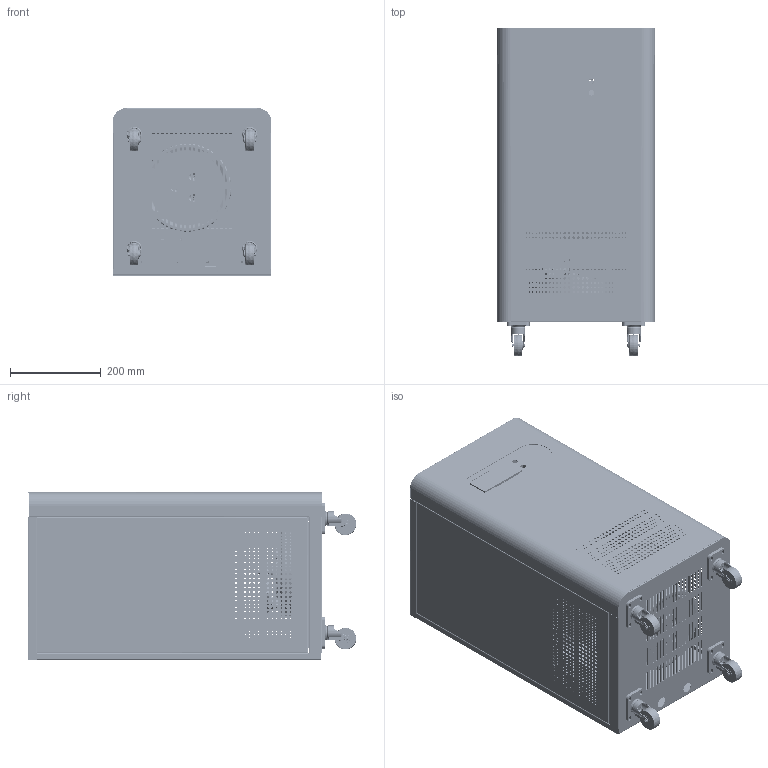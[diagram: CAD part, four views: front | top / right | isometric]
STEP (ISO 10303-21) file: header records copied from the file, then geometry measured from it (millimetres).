
FILE_DESCRIPTION (( 'STEP AP214' ), '1' );
FILE_NAME ('SJW-9~15K总装2025.STEP', '2025-04-30T02:09:01', ( '万丰电脑' ), ( '电话：0577-62733550' ), 'SwSTEP 2.0', 'SolidWorks 2020', '' );
FILE_SCHEMA (( 'AUTOMOTIVE_DESIGN' ));
Length unit declared in the file: millimetre
Products named in the file (31): SJW-9~15K軞蚾2025; SJW-15R褒 す溫 菁啣; 諉盄傷赽囀啣; TND嶄宒褐謫1; 38ZY13-2; 諉盄裔啣gaiban; SJW-15R褒 す溫耜藷2025; DZ47s-3P等薊諾羲; 蝠霜啣; SJW-15K奻假蚾褽; SJW珆尨そ2025; TND5K產薛詩萇儂釱; 橡皮圈; TND嶄宒褐謫2; TND-5K產薛詩; TND-5K抯芃郪璃; SJW-15R褒 す溫 綴啣; TB4504諉盄傷赽; 剿繚ん絳寢; TND-SJW湮褐謫30kTND; SJW-15R褒 す溫 階裔; CJX2-2510; CX盄繚啣; TB2505諉盄傷赽; TND-5k覃揤; SJW-15R脯啣褒沺; SJW-15K R脯啣軞蚾; SJW-15R褒 す溫 藷啣2025; 剿繚んИ璃QIANJIAN; SJW-15 R脯啣2 
Assembly tree (50 placements, depth 3):
  SJW-9~15K軞蚾2025
    SJW-15R褒 す溫 藷啣2025
    SJW-15R褒 す溫 菁啣
    SJW-15R褒 す溫 綴啣
    SJW-15R褒 す溫 階裔
    SJW-15R褒 す溫耜藷2025  x2
    SJW-15R脯啣褒沺  x4
    SJW-15K奻假蚾褽  x2
    剿繚んИ璃QIANJIAN
    CJX2-2510
    SJW-15K R脯啣軞蚾
      TND-5K產薛詩
      橡皮圈  x2
      TND-5k覃揤
      TND5K產薛詩萇儂釱
      38ZY13-2
      TND-5K抯芃郪璃
      CX盄繚啣
    SJW-15K R脯啣軞蚾  x2
      SJW-15 R脯啣2 
      TND-5K產薛詩
      橡皮圈
      TND-5k覃揤
      TND5K產薛詩萇儂釱
      38ZY13-2
      TND-5K抯芃郪璃
      CX盄繚啣
    DZ47s-3P等薊諾羲
    剿繚ん絳寢
    蝠霜啣
    諉盄傷赽囀啣
    TB4504諉盄傷赽  x2
    TB2505諉盄傷赽  x2
    SJW珆尨そ2025
    TND-SJW湮褐謫30kTND  x4
      TND嶄宒褐謫1
      TND嶄宒褐謫2
    諉盄裔啣gaiban
Bounding box: 350 x 725.05 x 372.5 mm (x, y, z)
Volume: 10478599.3 mm3; surface area: 4426215 mm2
Topology: 84 solids, 97 shells, 10309 faces, 27931 edges, 17982 vertices
Faces by surface type: plane 4520, cylinder 4344, torus 570, bspline 514, sphere 256, cone 105
Entity records: 261002 total; most frequent: CARTESIAN_POINT 52140, ORIENTED_EDGE 34208, DIRECTION 33795, EDGE_CURVE 17104, AXIS2_PLACEMENT_3D 11880, VERTEX_POINT 11084, LINE 10035, VECTOR 10035
